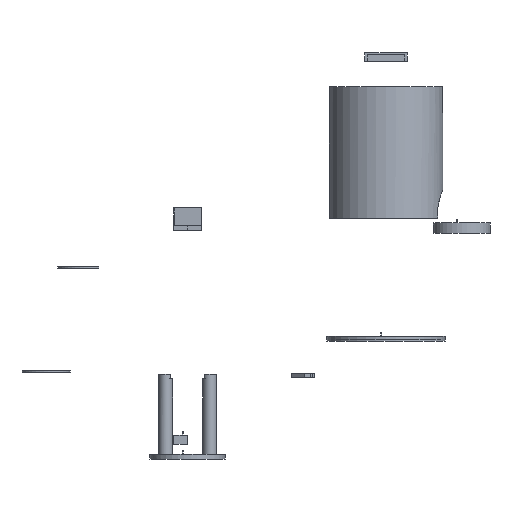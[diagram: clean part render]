
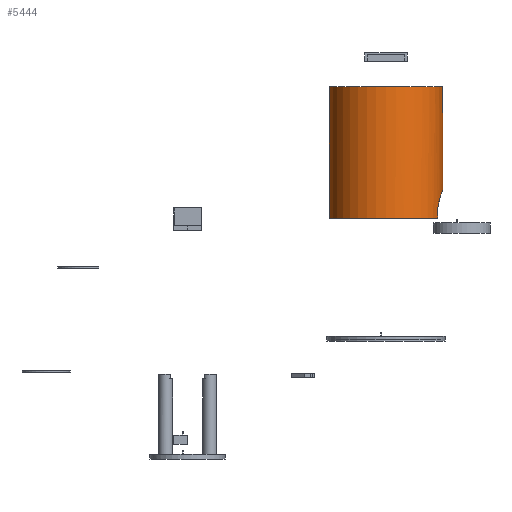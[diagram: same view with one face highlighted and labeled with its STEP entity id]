
A CAD part, left-side view. The second image highlights one B-rep face of the part: STEP entity #5444.
In plain terms, the highlighted cylindrical face has radius 60 mm (diameter 120 mm), a full revolution.
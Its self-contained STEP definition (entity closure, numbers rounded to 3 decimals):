
#14=B_SPLINE_CURVE_WITH_KNOTS('',3,(#8109,#8110,#8111,#8112,#8113,#8114,
#8115,#8116,#8117,#8118,#8119,#8120,#8121,#8122,#8123,#8124,#8125,#8126,
#8127,#8128,#8129,#8130,#8131,#8132,#8133,#8134,#8135,#8136,#8137,#8138,
#8139,#8140,#8141,#8142,#8143,#8144,#8145,#8146,#8147),.UNSPECIFIED.,.F.,
 .F.,(4,3,2,2,2,2,2,2,2,2,2,2,2,2,2,2,2,2,4),(-0.463,0.,0.478,
0.955,1.433,1.91,2.387,2.864,
3.341,3.818,4.295,4.772,5.249,
5.726,6.203,6.681,7.158,7.636,
8.099),.UNSPECIFIED.);
#18=CYLINDRICAL_SURFACE('',#5796,60.);
#53=CIRCLE('',#5779,60.);
#54=CIRCLE('',#5780,60.);
#56=CIRCLE('',#5791,60.);
#354=FACE_OUTER_BOUND('',#694,.T.);
#694=EDGE_LOOP('',(#4092,#4093,#4094,#4095,#4096,#4097));
#1222=LINE('',#8202,#1889);
#1889=VECTOR('',#6593,60.);
#2453=VERTEX_POINT('',#8058);
#2454=VERTEX_POINT('',#8060);
#2455=VERTEX_POINT('',#8062);
#2472=VERTEX_POINT('',#8190);
#3034=EDGE_CURVE('',#2453,#2454,#53,.T.);
#3035=EDGE_CURVE('',#2454,#2455,#54,.T.);
#3040=EDGE_CURVE('',#2453,#2455,#14,.F.);
#3061=EDGE_CURVE('',#2472,#2472,#56,.T.);
#3066=EDGE_CURVE('',#2454,#2472,#1222,.T.);
#4092=ORIENTED_EDGE('',*,*,#3034,.F.);
#4093=ORIENTED_EDGE('',*,*,#3040,.T.);
#4094=ORIENTED_EDGE('',*,*,#3035,.F.);
#4095=ORIENTED_EDGE('',*,*,#3066,.T.);
#4096=ORIENTED_EDGE('',*,*,#3061,.F.);
#4097=ORIENTED_EDGE('',*,*,#3066,.F.);
#5444=ADVANCED_FACE('',(#354),#18,.T.);
#5779=AXIS2_PLACEMENT_3D('',#8061,#6531,#6532);
#5780=AXIS2_PLACEMENT_3D('',#8063,#6533,#6534);
#5791=AXIS2_PLACEMENT_3D('',#8191,#6577,#6578);
#5796=AXIS2_PLACEMENT_3D('',#8201,#6591,#6592);
#6531=DIRECTION('center_axis',(0.,0.,-1.));
#6532=DIRECTION('ref_axis',(1.,0.,0.));
#6533=DIRECTION('center_axis',(0.,0.,-1.));
#6534=DIRECTION('ref_axis',(1.,0.,0.));
#6577=DIRECTION('center_axis',(0.,0.,1.));
#6578=DIRECTION('ref_axis',(1.,0.,0.));
#6591=DIRECTION('center_axis',(0.,0.,-1.));
#6592=DIRECTION('ref_axis',(1.,0.,0.));
#6593=DIRECTION('',(0.,0.,1.));
#8058=CARTESIAN_POINT('',(450.447,-704.746,23.));
#8060=CARTESIAN_POINT('',(415.,-650.,23.));
#8061=CARTESIAN_POINT('Origin',(475.,-650.,23.));
#8062=CARTESIAN_POINT('',(499.553,-704.746,23.));
#8063=CARTESIAN_POINT('Origin',(475.,-650.,23.));
#8109=CARTESIAN_POINT('Ctrl Pts',(499.553,-704.746,23.));
#8110=CARTESIAN_POINT('Ctrl Pts',(499.855,-704.611,24.576));
#8111=CARTESIAN_POINT('Ctrl Pts',(500.,-704.544,26.164));
#8112=CARTESIAN_POINT('Ctrl Pts',(500.,-704.544,27.709));
#8113=CARTESIAN_POINT('Ctrl Pts',(500.,-704.544,29.301));
#8114=CARTESIAN_POINT('Ctrl Pts',(499.846,-704.615,30.939));
#8115=CARTESIAN_POINT('Ctrl Pts',(499.203,-704.903,34.186));
#8116=CARTESIAN_POINT('Ctrl Pts',(498.715,-705.119,35.793));
#8117=CARTESIAN_POINT('Ctrl Pts',(497.434,-705.652,38.866));
#8118=CARTESIAN_POINT('Ctrl Pts',(496.64,-705.97,40.334));
#8119=CARTESIAN_POINT('Ctrl Pts',(494.812,-706.643,43.044));
#8120=CARTESIAN_POINT('Ctrl Pts',(493.777,-706.998,44.287));
#8121=CARTESIAN_POINT('Ctrl Pts',(491.579,-707.675,46.485));
#8122=CARTESIAN_POINT('Ctrl Pts',(490.337,-708.023,47.519));
#8123=CARTESIAN_POINT('Ctrl Pts',(487.627,-708.673,49.348));
#8124=CARTESIAN_POINT('Ctrl Pts',(486.158,-708.974,50.143));
#8125=CARTESIAN_POINT('Ctrl Pts',(483.083,-709.473,51.425));
#8126=CARTESIAN_POINT('Ctrl Pts',(481.475,-709.672,51.912));
#8127=CARTESIAN_POINT('Ctrl Pts',(478.228,-709.935,52.555));
#8128=CARTESIAN_POINT('Ctrl Pts',(476.59,-710.,52.709));
#8129=CARTESIAN_POINT('Ctrl Pts',(473.41,-710.,52.709));
#8130=CARTESIAN_POINT('Ctrl Pts',(471.772,-709.935,52.555));
#8131=CARTESIAN_POINT('Ctrl Pts',(468.525,-709.672,51.912));
#8132=CARTESIAN_POINT('Ctrl Pts',(466.917,-709.473,51.425));
#8133=CARTESIAN_POINT('Ctrl Pts',(463.842,-708.974,50.143));
#8134=CARTESIAN_POINT('Ctrl Pts',(462.373,-708.673,49.348));
#8135=CARTESIAN_POINT('Ctrl Pts',(459.663,-708.023,47.519));
#8136=CARTESIAN_POINT('Ctrl Pts',(458.421,-707.675,46.485));
#8137=CARTESIAN_POINT('Ctrl Pts',(456.223,-706.998,44.287));
#8138=CARTESIAN_POINT('Ctrl Pts',(455.188,-706.643,43.044));
#8139=CARTESIAN_POINT('Ctrl Pts',(453.36,-705.97,40.334));
#8140=CARTESIAN_POINT('Ctrl Pts',(452.566,-705.652,38.866));
#8141=CARTESIAN_POINT('Ctrl Pts',(451.285,-705.119,35.793));
#8142=CARTESIAN_POINT('Ctrl Pts',(450.797,-704.903,34.186));
#8143=CARTESIAN_POINT('Ctrl Pts',(450.154,-704.615,30.939));
#8144=CARTESIAN_POINT('Ctrl Pts',(450.,-704.544,29.301));
#8145=CARTESIAN_POINT('Ctrl Pts',(450.,-704.544,26.164));
#8146=CARTESIAN_POINT('Ctrl Pts',(450.145,-704.611,24.576));
#8147=CARTESIAN_POINT('Ctrl Pts',(450.447,-704.746,23.));
#8190=CARTESIAN_POINT('',(415.,-650.,162.));
#8191=CARTESIAN_POINT('Origin',(475.,-650.,162.));
#8201=CARTESIAN_POINT('Origin',(475.,-650.,160.));
#8202=CARTESIAN_POINT('',(415.,-650.,160.));
